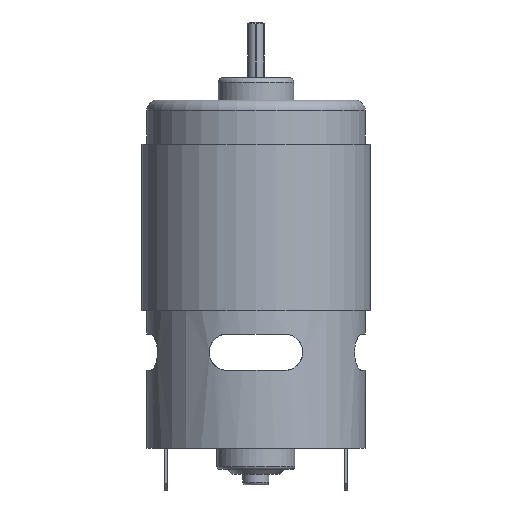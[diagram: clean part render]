
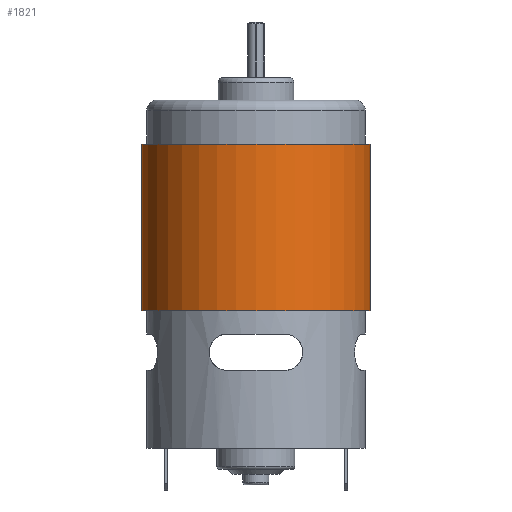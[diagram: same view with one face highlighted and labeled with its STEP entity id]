
A CAD part, front view. The second image highlights one B-rep face of the part: STEP entity #1821.
In plain terms, the highlighted cylindrical face has radius 22 mm (diameter 44 mm), a partial arc.
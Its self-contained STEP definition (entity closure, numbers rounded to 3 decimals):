
#21 = DIRECTION ( 'NONE',  ( 1., 0., 0. ) ) ;
#28 = LINE ( 'NONE', #4613, #886 ) ;
#85 = EDGE_CURVE ( 'NONE', #2153, #3644, #1054, .T. ) ;
#692 = CARTESIAN_POINT ( 'NONE',  ( 0., 0., 58.5 ) ) ;
#886 = VECTOR ( 'NONE', #5103, 1000. ) ;
#1054 = CIRCLE ( 'NONE', #2401, 22. ) ;
#1311 = VECTOR ( 'NONE', #3140, 1000. ) ;
#1362 = DIRECTION ( 'NONE',  ( 0., 0., 1. ) ) ;
#1803 = DIRECTION ( 'NONE',  ( 0., 0., 1. ) ) ;
#1821 = ADVANCED_FACE ( 'NONE', ( #4792 ), #4817, .T. ) ;
#2007 = ORIENTED_EDGE ( 'NONE', *, *, #85, .T. ) ;
#2083 = ORIENTED_EDGE ( 'NONE', *, *, #2466, .F. ) ;
#2153 = VERTEX_POINT ( 'NONE', #3709 ) ;
#2295 = EDGE_CURVE ( 'NONE', #2153, #5908, #28, .T. ) ;
#2401 = AXIS2_PLACEMENT_3D ( 'NONE', #5449, #5982, #21 ) ;
#2466 = EDGE_CURVE ( 'NONE', #5908, #6382, #3613, .T. ) ;
#3035 = EDGE_LOOP ( 'NONE', ( #3964, #2007, #3996, #2083 ) ) ;
#3140 = DIRECTION ( 'NONE',  ( 0., 0., 1. ) ) ;
#3223 = CARTESIAN_POINT ( 'NONE',  ( 22., 0., 26.5 ) ) ;
#3415 = DIRECTION ( 'NONE',  ( 1., 0., 0. ) ) ;
#3613 = CIRCLE ( 'NONE', #5896, 22. ) ;
#3644 = VERTEX_POINT ( 'NONE', #3223 ) ;
#3709 = CARTESIAN_POINT ( 'NONE',  ( -22., 0., 26.5 ) ) ;
#3926 = AXIS2_PLACEMENT_3D ( 'NONE', #4876, #1362, #3415 ) ;
#3964 = ORIENTED_EDGE ( 'NONE', *, *, #2295, .F. ) ;
#3996 = ORIENTED_EDGE ( 'NONE', *, *, #5966, .T. ) ;
#4152 = LINE ( 'NONE', #5660, #1311 ) ;
#4613 = CARTESIAN_POINT ( 'NONE',  ( -22., 0., 26.5 ) ) ;
#4792 = FACE_OUTER_BOUND ( 'NONE', #3035, .T. ) ;
#4817 = CYLINDRICAL_SURFACE ( 'NONE', #3926, 22. ) ;
#4876 = CARTESIAN_POINT ( 'NONE',  ( 0., 0., 26.5 ) ) ;
#5103 = DIRECTION ( 'NONE',  ( 0., 0., 1. ) ) ;
#5130 = CARTESIAN_POINT ( 'NONE',  ( -22., 0., 58.5 ) ) ;
#5449 = CARTESIAN_POINT ( 'NONE',  ( 0., 0., 26.5 ) ) ;
#5660 = CARTESIAN_POINT ( 'NONE',  ( 22., 0., 26.5 ) ) ;
#5787 = DIRECTION ( 'NONE',  ( 1., 0., 0. ) ) ;
#5896 = AXIS2_PLACEMENT_3D ( 'NONE', #692, #1803, #5787 ) ;
#5908 = VERTEX_POINT ( 'NONE', #5130 ) ;
#5966 = EDGE_CURVE ( 'NONE', #3644, #6382, #4152, .T. ) ;
#5982 = DIRECTION ( 'NONE',  ( 0., 0., 1. ) ) ;
#6143 = CARTESIAN_POINT ( 'NONE',  ( 22., 0., 58.5 ) ) ;
#6382 = VERTEX_POINT ( 'NONE', #6143 ) ;
